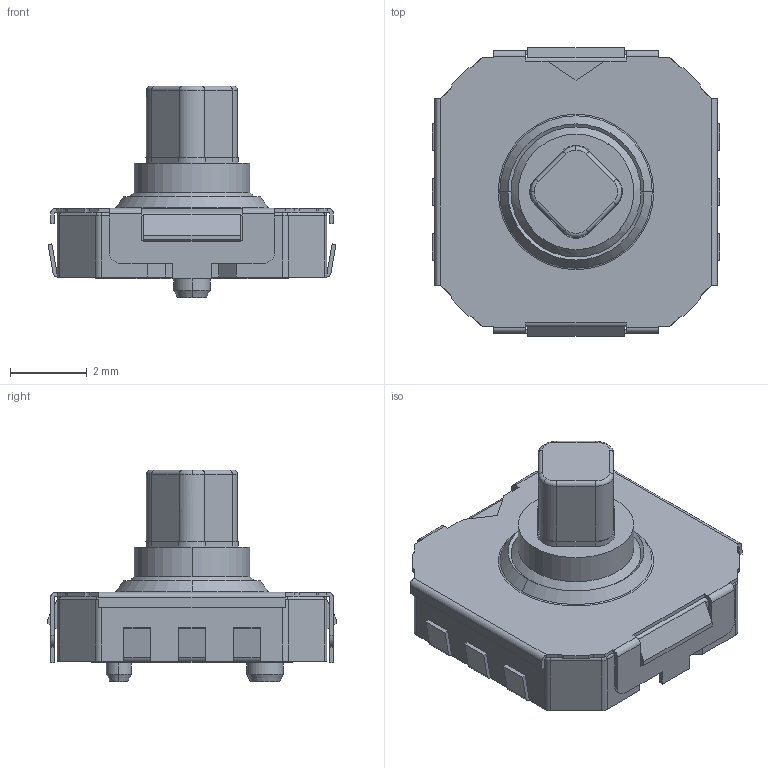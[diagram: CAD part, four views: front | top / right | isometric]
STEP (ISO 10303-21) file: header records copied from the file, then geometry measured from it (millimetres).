
FILE_DESCRIPTION (( 'STEP AP214' ), '1' );
FILE_NAME ('skrhabe010.STEP', '2017-12-21T12:45:25', ( 'Microsoft' ), ( 'Microsoft' ), 'SwSTEP 2.0', 'SolidWorks 2017', '' );
FILE_SCHEMA (( 'AUTOMOTIVE_DESIGN' ));
Length unit declared in the file: millimetre
Products named in the file (1): skrhabe010
Bounding box: 7.48 x 7.5 x 5.5 mm (x, y, z)
Volume: 102.7 mm3; surface area: 210.6 mm2
Topology: 1 solids, 1 shells, 254 faces, 708 edges, 454 vertices
Faces by surface type: plane 148, cylinder 78, torus 16, cone 11, sphere 1
Entity records: 10005 total; most frequent: DIRECTION 1415, CARTESIAN_POINT 1414, ORIENTED_EDGE 1412, EDGE_CURVE 706, VECTOR 507, LINE 507, AXIS2_PLACEMENT_3D 454, VERTEX_POINT 453
